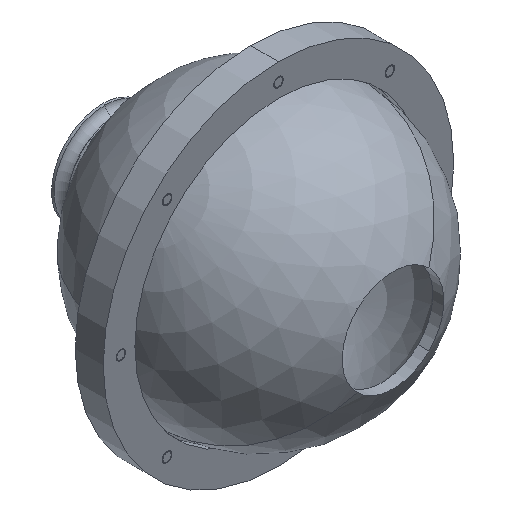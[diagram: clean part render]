
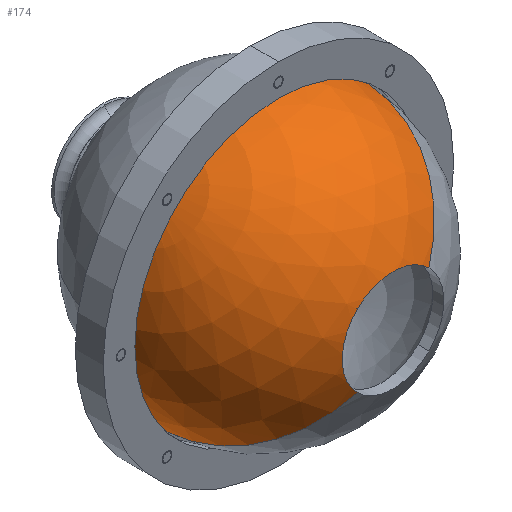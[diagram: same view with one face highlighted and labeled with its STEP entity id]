
A CAD part, isometric view. The second image highlights one B-rep face of the part: STEP entity #174.
In plain terms, the highlighted spherical face has radius 28 mm.
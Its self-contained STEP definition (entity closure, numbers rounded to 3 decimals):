
#90 = VERTEX_POINT ( 'NONE', #2915 ) ;
#174 = ADVANCED_FACE ( 'NONE', ( #3445 ), #839, .T. ) ;
#251 = EDGE_CURVE ( 'NONE', #864, #3160, #2948, .T. ) ;
#314 = AXIS2_PLACEMENT_3D ( 'NONE', #948, #3302, #1530 ) ;
#360 = EDGE_CURVE ( 'NONE', #90, #3626, #765, .T. ) ;
#396 = DIRECTION ( 'NONE',  ( 0., -1., 0. ) ) ;
#418 = AXIS2_PLACEMENT_3D ( 'NONE', #2086, #396, #2694 ) ;
#544 = CIRCLE ( 'NONE', #418, 10. ) ;
#552 = VERTEX_POINT ( 'NONE', #1968 ) ;
#566 = CARTESIAN_POINT ( 'NONE',  ( -11.287, -19.811, -19.771 ) ) ;
#670 = ORIENTED_EDGE ( 'NONE', *, *, #3286, .F. ) ;
#706 = ORIENTED_EDGE ( 'NONE', *, *, #1039, .T. ) ;
#765 = CIRCLE ( 'NONE', #3744, 27.96 ) ;
#839 = SPHERICAL_SURFACE ( 'NONE', #3504, 28. ) ;
#858 = DIRECTION ( 'NONE',  ( 0.707, 0., 0.707 ) ) ;
#864 = VERTEX_POINT ( 'NONE', #1831 ) ;
#882 = EDGE_CURVE ( 'NONE', #552, #3626, #2252, .T. ) ;
#933 = AXIS2_PLACEMENT_3D ( 'NONE', #1168, #1522, #3271 ) ;
#948 = CARTESIAN_POINT ( 'NONE',  ( 8.484, -18.311, 0. ) ) ;
#1039 = EDGE_CURVE ( 'NONE', #864, #90, #1775, .T. ) ;
#1168 = CARTESIAN_POINT ( 'NONE',  ( 8.484, -18.311, 0. ) ) ;
#1204 = ORIENTED_EDGE ( 'NONE', *, *, #251, .F. ) ;
#1216 = CARTESIAN_POINT ( 'NONE',  ( 8.484, -44.464, 0. ) ) ;
#1522 = DIRECTION ( 'NONE',  ( -0.707, 0., 0.707 ) ) ;
#1530 = DIRECTION ( 'NONE',  ( -0.707, 0., -0.707 ) ) ;
#1668 = CARTESIAN_POINT ( 'NONE',  ( 8.484, -18.311, 0. ) ) ;
#1756 = ORIENTED_EDGE ( 'NONE', *, *, #360, .T. ) ;
#1775 = CIRCLE ( 'NONE', #933, 28. ) ;
#1831 = CARTESIAN_POINT ( 'NONE',  ( 15.555, -44.464, 7.071 ) ) ;
#1968 = CARTESIAN_POINT ( 'NONE',  ( 1.413, -44.464, -7.071 ) ) ;
#2035 = AXIS2_PLACEMENT_3D ( 'NONE', #1216, #2674, #2890 ) ;
#2086 = CARTESIAN_POINT ( 'NONE',  ( 8.484, -44.464, 0. ) ) ;
#2101 = DIRECTION ( 'NONE',  ( 0., -1., 0. ) ) ;
#2236 = DIRECTION ( 'NONE',  ( 0.707, 0., -0.707 ) ) ;
#2252 = CIRCLE ( 'NONE', #314, 28. ) ;
#2268 = ORIENTED_EDGE ( 'NONE', *, *, #882, .F. ) ;
#2674 = DIRECTION ( 'NONE',  ( 0., -1., 0. ) ) ;
#2694 = DIRECTION ( 'NONE',  ( -0.707, 0., 0.707 ) ) ;
#2890 = DIRECTION ( 'NONE',  ( -0.707, 0., 0.707 ) ) ;
#2915 = CARTESIAN_POINT ( 'NONE',  ( 28.255, -19.811, 19.771 ) ) ;
#2948 = CIRCLE ( 'NONE', #2035, 10. ) ;
#2956 = EDGE_LOOP ( 'NONE', ( #2268, #670, #1204, #706, #1756 ) ) ;
#3160 = VERTEX_POINT ( 'NONE', #3753 ) ;
#3249 = CARTESIAN_POINT ( 'NONE',  ( 8.484, -19.811, 0. ) ) ;
#3267 = DIRECTION ( 'NONE',  ( -0.707, 0., 0.707 ) ) ;
#3271 = DIRECTION ( 'NONE',  ( 0.707, 0., 0.707 ) ) ;
#3286 = EDGE_CURVE ( 'NONE', #3160, #552, #544, .T. ) ;
#3302 = DIRECTION ( 'NONE',  ( 0.707, 0., -0.707 ) ) ;
#3445 = FACE_OUTER_BOUND ( 'NONE', #2956, .T. ) ;
#3504 = AXIS2_PLACEMENT_3D ( 'NONE', #1668, #2236, #858 ) ;
#3626 = VERTEX_POINT ( 'NONE', #566 ) ;
#3744 = AXIS2_PLACEMENT_3D ( 'NONE', #3249, #2101, #3267 ) ;
#3753 = CARTESIAN_POINT ( 'NONE',  ( 1.413, -44.464, 7.071 ) ) ;
